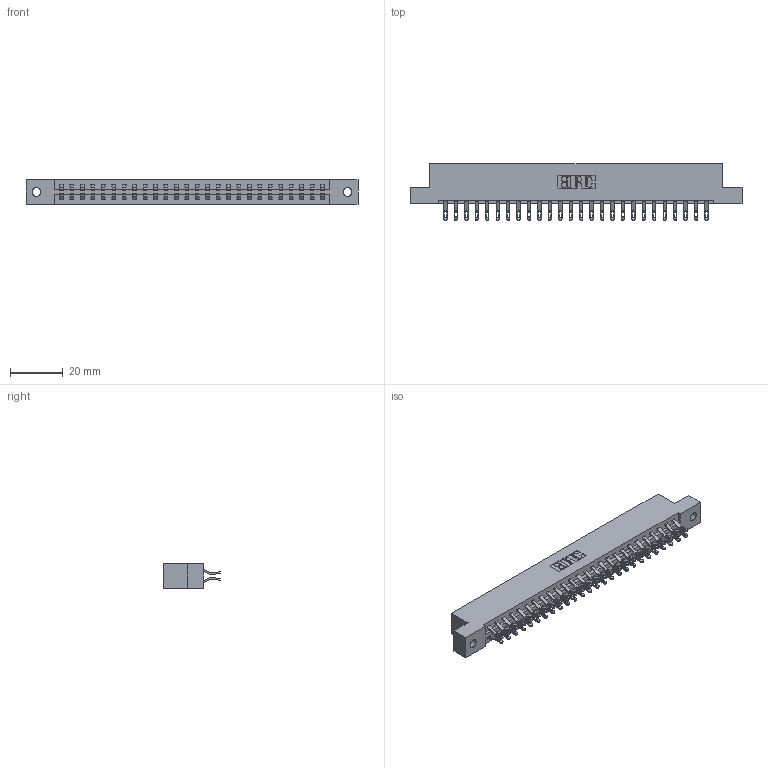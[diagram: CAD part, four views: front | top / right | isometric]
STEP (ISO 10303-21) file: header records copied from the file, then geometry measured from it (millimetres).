
FILE_DESCRIPTION (( 'STEP AP203' ), '1' );
FILE_NAME ('337-052-555-202.STEP', '2019-10-09T17:07:08', ( '' ), ( '' ), 'SwSTEP 2.0', 'SolidWorks 2016', '' );
FILE_SCHEMA (( 'CONFIG_CONTROL_DESIGN' ));
Length unit declared in the file: inch
Products named in the file (3): 337-052-555-202; 337 Part_Flush Mounting Lugs - 0.128 Dia; 345-292-001_555 Tail
Assembly tree (53 placements, depth 2):
  337-052-555-202
    337 Part_Flush Mounting Lugs - 0.128 Dia
    345-292-001_555 Tail  x52
Bounding box: 126.03 x 21.47 x 9.4 mm (x, y, z)
Volume: 13183.7 mm3; surface area: 15044.5 mm2
Topology: 53 solids, 53 shells, 3234 faces, 10139 edges, 6758 vertices
Faces by surface type: plane 1942, cylinder 1292
Entity records: 22557 total; most frequent: CARTESIAN_POINT 3848, ORIENTED_EDGE 3754, DIRECTION 3273, EDGE_CURVE 1877, VECTOR 1729, LINE 1729, VERTEX_POINT 1250, AXIS2_PLACEMENT_3D 772
